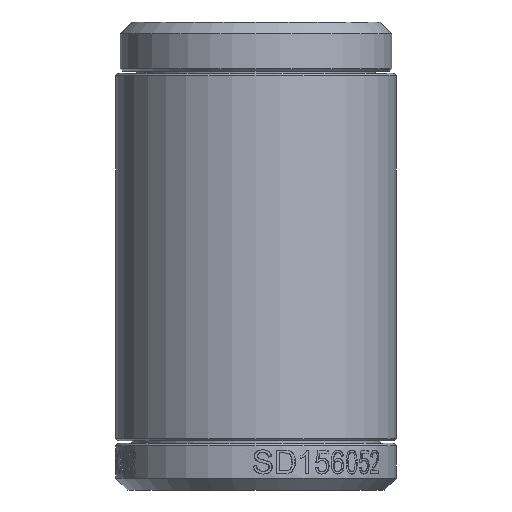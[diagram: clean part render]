
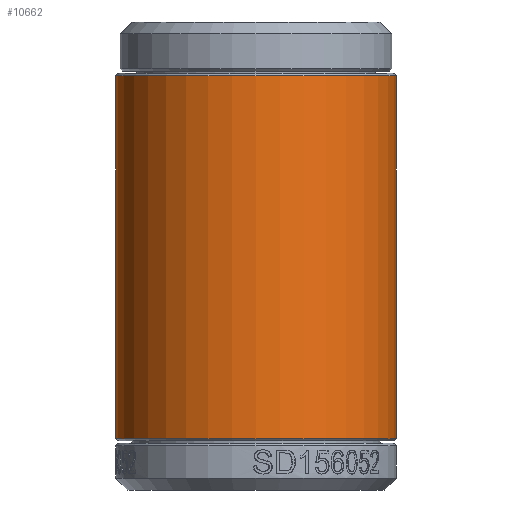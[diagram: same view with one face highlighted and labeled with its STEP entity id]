
A CAD part, front view. The second image highlights one B-rep face of the part: STEP entity #10662.
In plain terms, the highlighted cylindrical face has radius 12 mm (diameter 24 mm), a partial arc.
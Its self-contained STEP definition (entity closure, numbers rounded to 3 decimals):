
#2701=CARTESIAN_POINT('',(0.,0.,56.4));
#2702=DIRECTION('',(0.,0.,1.));
#2703=DIRECTION('',(-1.,0.,0.));
#2704=AXIS2_PLACEMENT_3D('',#2701,#2702,#2703);
#2714=DIRECTION('',(0.,0.,1.));
#2715=VECTOR('',#2714,31.);
#2716=CARTESIAN_POINT('',(-12.,0.,56.4));
#2717=LINE('',#2716,#2715);
#2718=DIRECTION('',(0.,0.,-1.));
#2719=VECTOR('',#2718,31.);
#2720=CARTESIAN_POINT('',(12.,0.,87.4));
#2721=LINE('',#2720,#2719);
#2760=CARTESIAN_POINT('',(0.,0.,87.4));
#2761=DIRECTION('',(0.,0.,-1.));
#2762=DIRECTION('',(1.,0.,0.));
#2763=AXIS2_PLACEMENT_3D('',#2760,#2761,#2762);
#7960=CARTESIAN_POINT('',(12.,0.,87.4));
#7961=VERTEX_POINT('',#7960);
#7962=CARTESIAN_POINT('',(-12.,0.,87.4));
#7963=VERTEX_POINT('',#7962);
#7964=CARTESIAN_POINT('',(12.,0.,56.4));
#7965=CARTESIAN_POINT('',(-12.,0.,56.4));
#7966=VERTEX_POINT('',#7964);
#7967=VERTEX_POINT('',#7965);
#10648=CARTESIAN_POINT('',(0.,0.,88.02));
#10649=DIRECTION('',(0.,0.,-1.));
#10650=DIRECTION('',(1.,0.,0.));
#10651=AXIS2_PLACEMENT_3D('',#10648,#10649,#10650);
#10652=CYLINDRICAL_SURFACE('',#10651,12.);
#10653=ORIENTED_EDGE('',*,*,#10638,.F.);
#10655=ORIENTED_EDGE('',*,*,#10654,.T.);
#10657=ORIENTED_EDGE('',*,*,#10656,.F.);
#10659=ORIENTED_EDGE('',*,*,#10658,.T.);
#10660=EDGE_LOOP('',(#10653,#10655,#10657,#10659));
#10661=FACE_OUTER_BOUND('',#10660,.F.);
#2705=CIRCLE('',#2704,12.);
#2764=CIRCLE('',#2763,12.);
#10638=EDGE_CURVE('',#7967,#7966,#2705,.T.);
#10654=EDGE_CURVE('',#7967,#7963,#2717,.T.);
#10656=EDGE_CURVE('',#7961,#7963,#2764,.T.);
#10658=EDGE_CURVE('',#7961,#7966,#2721,.T.);
#10662=ADVANCED_FACE('',(#10661),#10652,.T.);
